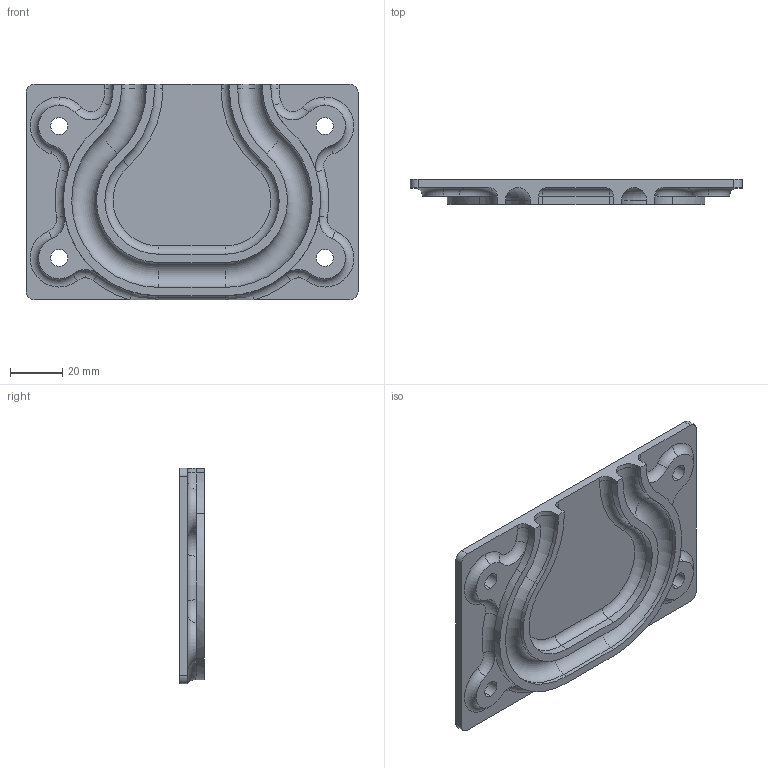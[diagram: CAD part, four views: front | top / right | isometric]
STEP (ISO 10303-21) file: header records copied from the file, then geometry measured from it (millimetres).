
FILE_DESCRIPTION (( 'STEP AP214' ), '1' );
FILE_NAME ('Inverter_Cold_Plate_NFR25.STEP', '2025-04-23T20:46:55', ( '' ), ( '' ), 'SwSTEP 2.0', 'SolidWorks 2024', '' );
FILE_SCHEMA (( 'AUTOMOTIVE_DESIGN' ));
Length unit declared in the file: inch
Products named in the file (1): Inverter_Cold_Plate_NFR25
Bounding box: 127 x 9.53 x 82.55 mm (x, y, z)
Volume: 47606.6 mm3; surface area: 26820.1 mm2
Topology: 1 solids, 1 shells, 95 faces, 247 edges, 154 vertices
Faces by surface type: cylinder 37, torus 30, plane 26, bspline 2
Entity records: 4297 total; most frequent: DIRECTION 583, CARTESIAN_POINT 573, ORIENTED_EDGE 494, EDGE_CURVE 247, AXIS2_PLACEMENT_3D 244, VERTEX_POINT 154, CIRCLE 150, EDGE_LOOP 103
